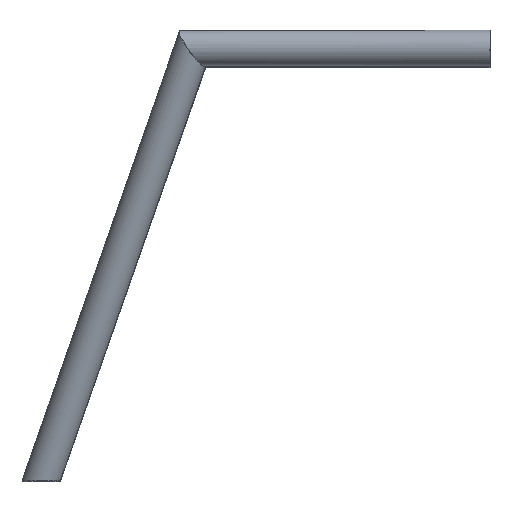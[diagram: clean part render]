
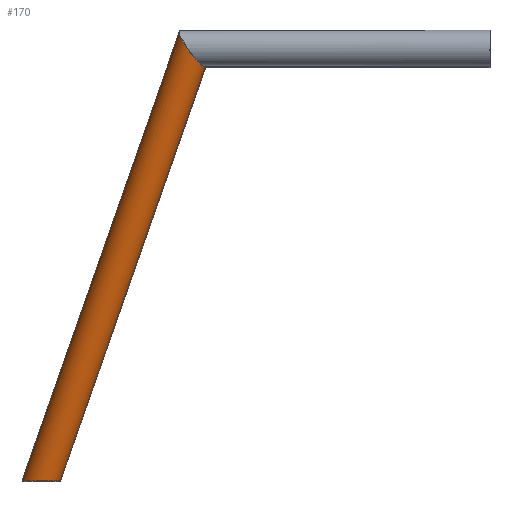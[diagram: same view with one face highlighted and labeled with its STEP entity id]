
A CAD part, top view. The second image highlights one B-rep face of the part: STEP entity #170.
In plain terms, the highlighted cylindrical face has radius 20 mm (diameter 40 mm), a full revolution.
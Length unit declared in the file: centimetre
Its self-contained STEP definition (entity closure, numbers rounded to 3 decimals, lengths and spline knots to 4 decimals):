
#29=CYLINDRICAL_SURFACE('',#190,2.);
#38=FACE_BOUND('',#65,.T.);
#50=FACE_OUTER_BOUND('',#64,.T.);
#64=EDGE_LOOP('',(#137));
#65=EDGE_LOOP('',(#138,#139));
#86=ELLIPSE('',#188,2.4265,2.);
#87=ELLIPSE('',#189,2.4265,2.);
#88=ELLIPSE('',#191,2.1673,2.);
#102=VERTEX_POINT('',#289);
#103=VERTEX_POINT('',#290);
#104=VERTEX_POINT('',#294);
#118=EDGE_CURVE('',#102,#103,#86,.T.);
#119=EDGE_CURVE('',#103,#102,#87,.T.);
#120=EDGE_CURVE('',#104,#104,#88,.T.);
#137=ORIENTED_EDGE('',*,*,#120,.F.);
#138=ORIENTED_EDGE('',*,*,#118,.T.);
#139=ORIENTED_EDGE('',*,*,#119,.T.);
#170=ADVANCED_FACE('',(#50,#38),#29,.T.);
#188=AXIS2_PLACEMENT_3D('',#291,#227,#228);
#189=AXIS2_PLACEMENT_3D('',#292,#229,#230);
#190=AXIS2_PLACEMENT_3D('',#293,#231,#232);
#191=AXIS2_PLACEMENT_3D('',#295,#233,#234);
#227=DIRECTION('center_axis',(-0.791,-0.56,-0.248));
#228=DIRECTION('ref_axis',(-0.58,0.815,0.009));
#229=DIRECTION('center_axis',(-0.791,-0.56,-0.248));
#230=DIRECTION('ref_axis',(-0.58,0.815,0.009));
#231=DIRECTION('center_axis',(0.323,0.923,0.209));
#232=DIRECTION('ref_axis',(-0.926,0.355,-0.133));
#233=DIRECTION('center_axis',(0.,-1.,0.));
#234=DIRECTION('ref_axis',(-0.84,0.,-0.543));
#289=CARTESIAN_POINT('',(21.1241,52.3013,36.0625));
#290=CARTESIAN_POINT('',(20.3359,51.6987,39.9375));
#291=CARTESIAN_POINT('Origin',(20.73,52.,38.));
#292=CARTESIAN_POINT('Origin',(20.73,52.,38.));
#293=CARTESIAN_POINT('Origin',(3.73,3.5,27.));
#294=CARTESIAN_POINT('',(6.0749,4.2,27.5858));
#295=CARTESIAN_POINT('Origin',(3.9754,4.2,27.1588));
